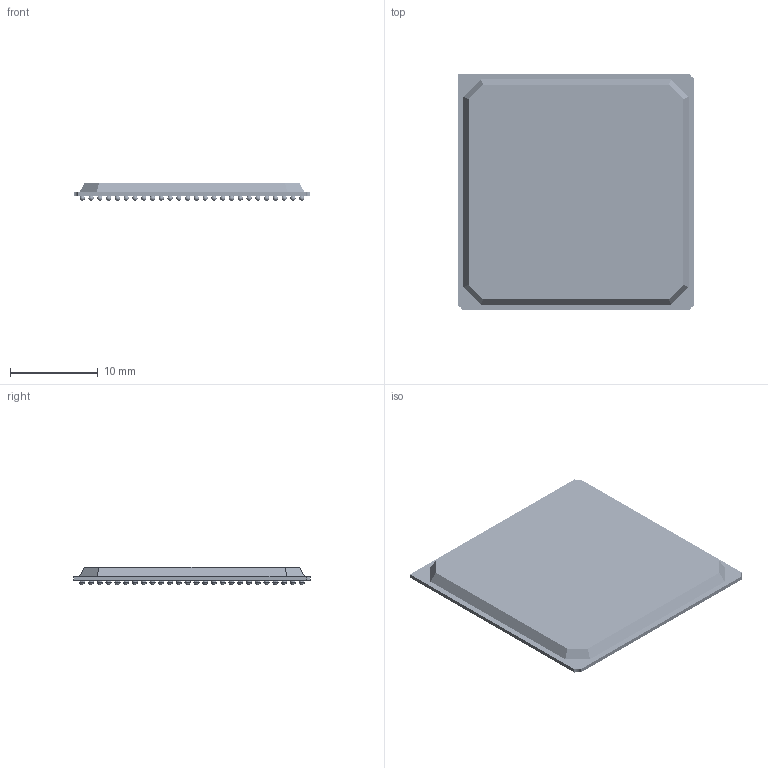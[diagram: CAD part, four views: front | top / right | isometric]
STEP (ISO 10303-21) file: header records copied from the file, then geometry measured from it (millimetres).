
FILE_DESCRIPTION((''),'2;1');
FILE_NAME('BGA672C100P26X26_2700X2700X200.stp','2015-02-12T16:46:07',(''),(''),'Mechanical Desktop 2011','Mechanical Desktop 2011',', , ');
FILE_SCHEMA(('AUTOMOTIVE_DESIGN { 1 2 10303 214 1 1 1 1 }'));
Length unit declared in the file: millimetre
Products named in the file (1): Product
Bounding box: 27 x 27 x 2 mm (x, y, z)
Volume: 1052.5 mm3; surface area: 3607.3 mm2
Topology: 674 solids, 674 shells, 2035 faces, 4753 edges, 2054 vertices
Faces by surface type: sphere 1344, plane 688, cylinder 3
Entity records: 40287 total; most frequent: DIRECTION 8159, CARTESIAN_POINT 6151, ORIENTED_EDGE 4122, AXIS2_PLACEMENT_3D 4058, EDGE_LOOP 2707, EDGE_CURVE 2061, VERTEX_POINT 2046, FACE_OUTER_BOUND 2035
